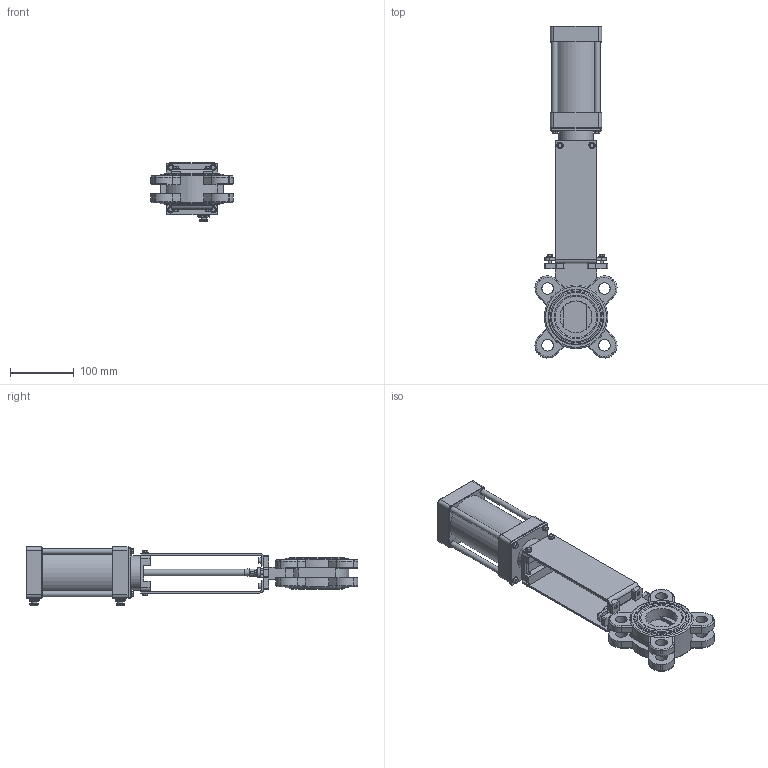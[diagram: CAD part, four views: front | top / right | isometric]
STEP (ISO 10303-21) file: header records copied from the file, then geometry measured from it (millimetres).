
FILE_DESCRIPTION(/* description */ (''),/* implementation_level */ '2;1');
FILE_NAME(/* name */ 'DN50_3D_STEP.stp',/* time_stamp */ '2023-12-28T12:30:35+03:00',/* author */ ('igorr'),/* organization */ (''),/* preprocessor_version */ 'ST-DEVELOPER v19.2',/* originating_system */ 'Autodesk Inventor 2023',/* authorisation */ '');
FILE_SCHEMA (('AUTOMOTIVE_DESIGN { 1 0 10303 214 3 1 1 }'));
Length unit declared in the file: millimetre
Products named in the file (8): Сборка; Деталь1; Деталь3; AS 1420 - 1973 - M5 x 10; Деталь4; Деталь5; Деталь2; AS 1427 - M5 x 10
Assembly tree (20 placements, depth 2):
  Сборка
    Деталь1
    Деталь3
    AS 1420 - 1973 - M5 x 10  x4
    AS 1427 - M5 x 10  x10
    Деталь4
    Деталь5
    Деталь2  x2
Bounding box: 128.27 x 519.13 x 90.75 mm (x, y, z)
Volume: 1476749.7 mm3; surface area: 249578.4 mm2
Topology: 20 solids, 20 shells, 704 faces, 1699 edges, 1083 vertices
Faces by surface type: plane 380, cylinder 201, torus 58, cone 42, bspline 23
Full cylindrical faces by diameter (mm): 4.018 x10, 5 x18, 6 x16, 8 x2, 8.5 x4, 9 x4, 10 x14, 12 x1, 13 x4, 15 x2, 18 x8, 20 x1, 50 x2, 54 x1, 75 x1
Entity records: 16393 total; most frequent: CARTESIAN_POINT 3327, DIRECTION 2595, ORIENTED_EDGE 2506, EDGE_CURVE 1253, AXIS2_PLACEMENT_3D 937, VERTEX_POINT 798, LINE 721, VECTOR 721
